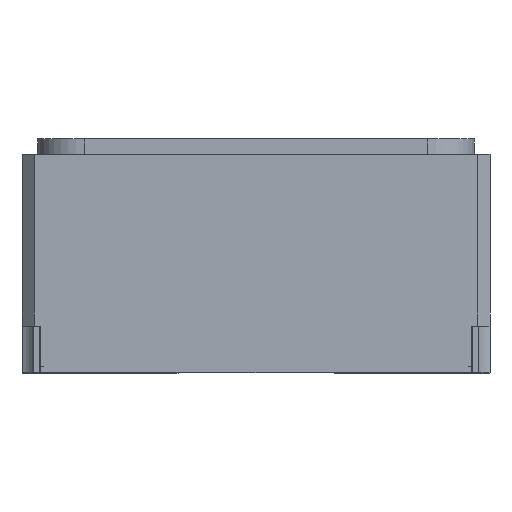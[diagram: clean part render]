
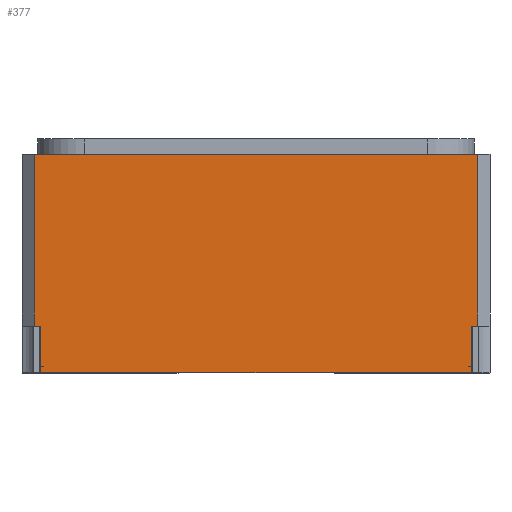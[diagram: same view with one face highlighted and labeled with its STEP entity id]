
A CAD part, front view. The second image highlights one B-rep face of the part: STEP entity #377.
In plain terms, the highlighted planar face has unit normal (0, -1, 0).
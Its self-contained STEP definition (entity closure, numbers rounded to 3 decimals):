
#296 = VERTEX_POINT('',#297);
#297 = CARTESIAN_POINT('',(0.71,-1.6,0.7));
#303 = EDGE_CURVE('',#296,#304,#306,.T.);
#304 = VERTEX_POINT('',#305);
#305 = CARTESIAN_POINT('',(0.71,-1.6,0.15));
#306 = LINE('',#307,#308);
#307 = CARTESIAN_POINT('',(0.71,-1.6,0.));
#308 = VECTOR('',#309,1.);
#309 = DIRECTION('',(0.,-0.,-1.));
#334 = EDGE_CURVE('',#335,#304,#337,.T.);
#335 = VERTEX_POINT('',#336);
#336 = CARTESIAN_POINT('',(0.693,-1.6,0.15));
#337 = LINE('',#338,#339);
#338 = CARTESIAN_POINT('',(0.017,-1.6,0.15));
#339 = VECTOR('',#340,1.);
#340 = DIRECTION('',(1.,0.,0.));
#377 = ADVANCED_FACE('',(#378),#428,.T.);
#378 = FACE_BOUND('',#379,.T.);
#379 = EDGE_LOOP('',(#380,#381,#389,#397,#405,#413,#421,#427));
#380 = ORIENTED_EDGE('',*,*,#303,.F.);
#381 = ORIENTED_EDGE('',*,*,#382,.F.);
#382 = EDGE_CURVE('',#383,#296,#385,.T.);
#383 = VERTEX_POINT('',#384);
#384 = CARTESIAN_POINT('',(-0.71,-1.6,0.7));
#385 = LINE('',#386,#387);
#386 = CARTESIAN_POINT('',(0.75,-1.6,0.7));
#387 = VECTOR('',#388,1.);
#388 = DIRECTION('',(1.,0.,0.));
#389 = ORIENTED_EDGE('',*,*,#390,.F.);
#390 = EDGE_CURVE('',#391,#383,#393,.T.);
#391 = VERTEX_POINT('',#392);
#392 = CARTESIAN_POINT('',(-0.71,-1.6,0.15));
#393 = LINE('',#394,#395);
#394 = CARTESIAN_POINT('',(-0.71,-1.6,0.));
#395 = VECTOR('',#396,1.);
#396 = DIRECTION('',(0.,0.,1.));
#397 = ORIENTED_EDGE('',*,*,#398,.T.);
#398 = EDGE_CURVE('',#391,#399,#401,.T.);
#399 = VERTEX_POINT('',#400);
#400 = CARTESIAN_POINT('',(-0.693,-1.6,0.15));
#401 = LINE('',#402,#403);
#402 = CARTESIAN_POINT('',(-0.767,-1.6,0.15));
#403 = VECTOR('',#404,1.);
#404 = DIRECTION('',(1.,0.,0.));
#405 = ORIENTED_EDGE('',*,*,#406,.T.);
#406 = EDGE_CURVE('',#399,#407,#409,.T.);
#407 = VERTEX_POINT('',#408);
#408 = CARTESIAN_POINT('',(-0.693,-1.6,0.));
#409 = LINE('',#410,#411);
#410 = CARTESIAN_POINT('',(-0.693,-1.6,0.));
#411 = VECTOR('',#412,1.);
#412 = DIRECTION('',(0.,-0.,-1.));
#413 = ORIENTED_EDGE('',*,*,#414,.F.);
#414 = EDGE_CURVE('',#415,#407,#417,.T.);
#415 = VERTEX_POINT('',#416);
#416 = CARTESIAN_POINT('',(0.693,-1.6,0.));
#417 = LINE('',#418,#419);
#418 = CARTESIAN_POINT('',(0.75,-1.6,0.));
#419 = VECTOR('',#420,1.);
#420 = DIRECTION('',(-1.,0.,0.));
#421 = ORIENTED_EDGE('',*,*,#422,.T.);
#422 = EDGE_CURVE('',#415,#335,#423,.T.);
#423 = LINE('',#424,#425);
#424 = CARTESIAN_POINT('',(0.693,-1.6,0.));
#425 = VECTOR('',#426,1.);
#426 = DIRECTION('',(0.,0.,1.));
#427 = ORIENTED_EDGE('',*,*,#334,.T.);
#428 = PLANE('',#429);
#429 = AXIS2_PLACEMENT_3D('',#430,#431,#432);
#430 = CARTESIAN_POINT('',(-0.75,-1.6,0.));
#431 = DIRECTION('',(0.,-1.,0.));
#432 = DIRECTION('',(1.,0.,0.));
